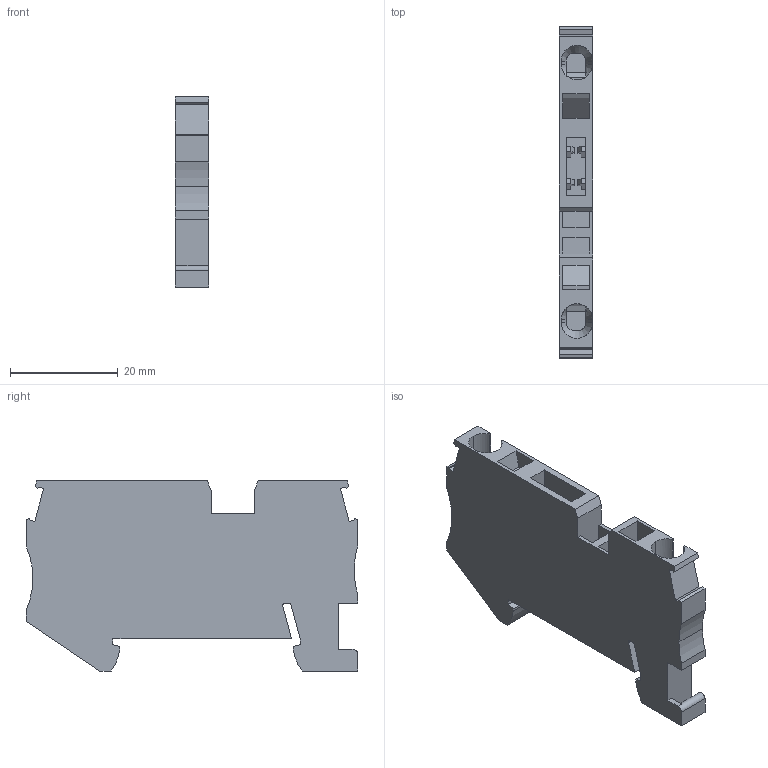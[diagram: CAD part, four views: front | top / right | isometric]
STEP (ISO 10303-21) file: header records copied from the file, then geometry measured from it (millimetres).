
FILE_DESCRIPTION(('STEP AP214'),'1');
FILE_NAME('cctmp_0814660F-3030-45B2-AAC0-5F9124674FB5_2023_07_24_21_42_45_0891..stp','2023-07-24T19:42:46',('SIEMENS A&D'),('CADClick - www.CADClick.com'),'Spatial InterOp 3D postprocessed',' ','unknown authorization');
FILE_SCHEMA(('AUTOMOTIVE_DESIGN'));
Length unit declared in the file: millimetre
Products named in the file (1): 2023_07_24_21_42_45_0876
Bounding box: 6.15 x 61.5 x 35.25 mm (x, y, z)
Volume: 9250 mm3; surface area: 6354.1 mm2
Topology: 1 solids, 1 shells, 165 faces, 464 edges, 304 vertices
Faces by surface type: plane 128, cylinder 31, cone 6
Entity records: 6761 total; most frequent: CARTESIAN_POINT 1948, ORIENTED_EDGE 928, DIRECTION 847, EDGE_CURVE 464, LINE 377, VECTOR 377, VERTEX_POINT 304, AXIS2_PLACEMENT_3D 235
